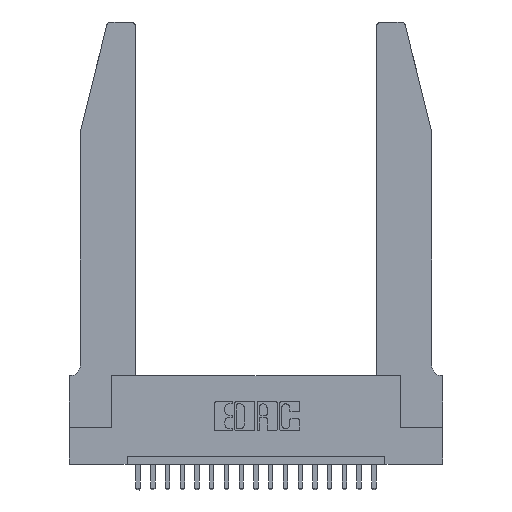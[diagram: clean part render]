
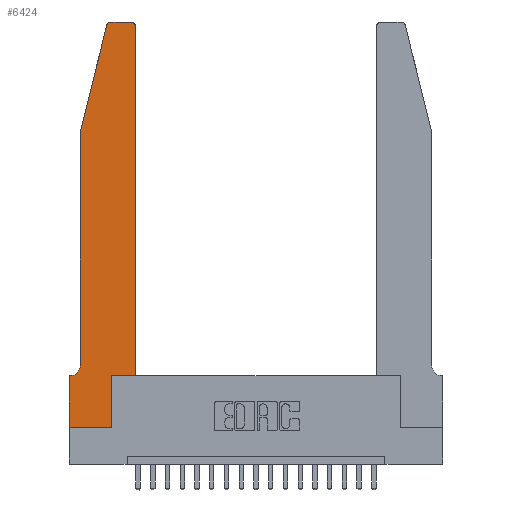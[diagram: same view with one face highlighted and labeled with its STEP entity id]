
A CAD part, top view. The second image highlights one B-rep face of the part: STEP entity #6424.
In plain terms, the highlighted planar face has unit normal (0, 0, 1).
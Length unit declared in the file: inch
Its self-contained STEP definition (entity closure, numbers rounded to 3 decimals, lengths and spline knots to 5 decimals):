
#295 = CARTESIAN_POINT ( 'NONE',  ( 0.0755, 0.42, 0.37 ) ) ;
#398 = CARTESIAN_POINT ( 'NONE',  ( 0.0755, 2., 0.37 ) ) ;
#430 = CIRCLE ( 'NONE', #6908, 0.07 ) ;
#435 = EDGE_CURVE ( 'NONE', #18764, #7755, #7622, .T. ) ;
#692 = VERTEX_POINT ( 'NONE', #18029 ) ;
#1236 = PLANE ( 'NONE',  #1614 ) ;
#1283 = DIRECTION ( 'NONE',  ( 1., 0., 0. ) ) ;
#1614 = AXIS2_PLACEMENT_3D ( 'NONE', #20295, #16910, #20255 ) ;
#1934 = ORIENTED_EDGE ( 'NONE', *, *, #12067, .T. ) ;
#2237 = EDGE_CURVE ( 'NONE', #3439, #11506, #12076, .T. ) ;
#2382 = DIRECTION ( 'NONE',  ( 0., 0., 1. ) ) ;
#2436 = VECTOR ( 'NONE', #15358, 39.37008 ) ;
#2480 = CARTESIAN_POINT ( 'NONE',  ( 0., 0., 0.37 ) ) ;
#2667 = LINE ( 'NONE', #3833, #5231 ) ;
#3439 = VERTEX_POINT ( 'NONE', #20438 ) ;
#3448 = DIRECTION ( 'NONE',  ( 1., 0., 0. ) ) ;
#3567 = VECTOR ( 'NONE', #18119, 39.37008 ) ;
#3603 = CARTESIAN_POINT ( 'NONE',  ( 0.2865, 0.35, 0.37 ) ) ;
#3833 = CARTESIAN_POINT ( 'NONE',  ( 0.0755, 2., 0.37 ) ) ;
#4021 = DIRECTION ( 'NONE',  ( 1., 0., 0. ) ) ;
#4029 = DIRECTION ( 'NONE',  ( -0.239, -0.971, 0. ) ) ;
#4049 = EDGE_LOOP ( 'NONE', ( #10310, #20601, #19069, #11697, #17014, #11415, #10580, #11528, #5707, #1934, #20113, #7175 ) ) ;
#4377 = CARTESIAN_POINT ( 'NONE',  ( 0., 0.35, 0.37 ) ) ;
#4416 = VERTEX_POINT ( 'NONE', #20371 ) ;
#4607 = VERTEX_POINT ( 'NONE', #398 ) ;
#4929 = VECTOR ( 'NONE', #14961, 39.37008 ) ;
#5231 = VECTOR ( 'NONE', #16695, 39.37008 ) ;
#5385 = EDGE_CURVE ( 'NONE', #7755, #4607, #9860, .T. ) ;
#5659 = VERTEX_POINT ( 'NONE', #295 ) ;
#5669 = CARTESIAN_POINT ( 'NONE',  ( 0.284, 2.72, 0.37 ) ) ;
#5707 = ORIENTED_EDGE ( 'NONE', *, *, #11686, .T. ) ;
#5853 = LINE ( 'NONE', #14480, #17219 ) ;
#5978 = DIRECTION ( 'NONE',  ( -1., 0., 0. ) ) ;
#6424 = ADVANCED_FACE ( 'NONE', ( #14622 ), #1236, .T. ) ;
#6828 = CARTESIAN_POINT ( 'NONE',  ( 0.0755, 0.35, 0.37 ) ) ;
#6863 = DIRECTION ( 'NONE',  ( 0., 1., 0. ) ) ;
#6908 = AXIS2_PLACEMENT_3D ( 'NONE', #10783, #12406, #5978 ) ;
#7175 = ORIENTED_EDGE ( 'NONE', *, *, #11656, .T. ) ;
#7622 = CIRCLE ( 'NONE', #11223, 0.03 ) ;
#7667 = CARTESIAN_POINT ( 'NONE',  ( 0.4505, 2.72, 0.37 ) ) ;
#7755 = VERTEX_POINT ( 'NONE', #20882 ) ;
#8038 = LINE ( 'NONE', #18108, #9047 ) ;
#8183 = VERTEX_POINT ( 'NONE', #9995 ) ;
#8301 = DIRECTION ( 'NONE',  ( 1., 0., 0. ) ) ;
#9047 = VECTOR ( 'NONE', #8301, 39.37008 ) ;
#9649 = LINE ( 'NONE', #16822, #14192 ) ;
#9860 = LINE ( 'NONE', #19626, #13927 ) ;
#9984 = DIRECTION ( 'NONE',  ( 0., 0., 1. ) ) ;
#9995 = CARTESIAN_POINT ( 'NONE',  ( 0.4205, 2.75, 0.37 ) ) ;
#10310 = ORIENTED_EDGE ( 'NONE', *, *, #11814, .T. ) ;
#10580 = ORIENTED_EDGE ( 'NONE', *, *, #20961, .T. ) ;
#10783 = CARTESIAN_POINT ( 'NONE',  ( 0.0055, 0.42, 0.37 ) ) ;
#11223 = AXIS2_PLACEMENT_3D ( 'NONE', #5669, #2382, #4021 ) ;
#11415 = ORIENTED_EDGE ( 'NONE', *, *, #16841, .T. ) ;
#11506 = VERTEX_POINT ( 'NONE', #7667 ) ;
#11528 = ORIENTED_EDGE ( 'NONE', *, *, #13888, .T. ) ;
#11656 = EDGE_CURVE ( 'NONE', #11506, #8183, #14452, .T. ) ;
#11686 = EDGE_CURVE ( 'NONE', #4416, #14703, #18462, .T. ) ;
#11697 = ORIENTED_EDGE ( 'NONE', *, *, #19188, .T. ) ;
#11814 = EDGE_CURVE ( 'NONE', #8183, #18764, #9649, .T. ) ;
#11922 = CARTESIAN_POINT ( 'NONE',  ( 0.284, 2.75, 0.37 ) ) ;
#12067 = EDGE_CURVE ( 'NONE', #14703, #3439, #5853, .T. ) ;
#12076 = LINE ( 'NONE', #16909, #2436 ) ;
#12406 = DIRECTION ( 'NONE',  ( 0., 0., -1. ) ) ;
#12676 = VECTOR ( 'NONE', #6863, 39.37008 ) ;
#13214 = EDGE_CURVE ( 'NONE', #5659, #692, #430, .T. ) ;
#13888 = EDGE_CURVE ( 'NONE', #19365, #4416, #8038, .T. ) ;
#13927 = VECTOR ( 'NONE', #4029, 39.37008 ) ;
#14192 = VECTOR ( 'NONE', #16889, 39.37008 ) ;
#14452 = CIRCLE ( 'NONE', #14616, 0.03 ) ;
#14480 = CARTESIAN_POINT ( 'NONE',  ( 0.4505, 0.35, 0.37 ) ) ;
#14616 = AXIS2_PLACEMENT_3D ( 'NONE', #19668, #9984, #3448 ) ;
#14622 = FACE_OUTER_BOUND ( 'NONE', #4049, .T. ) ;
#14703 = VERTEX_POINT ( 'NONE', #20245 ) ;
#14961 = DIRECTION ( 'NONE',  ( 0., -1., 0. ) ) ;
#15056 = LINE ( 'NONE', #19847, #4929 ) ;
#15358 = DIRECTION ( 'NONE',  ( 0., 1., 0. ) ) ;
#16446 = VERTEX_POINT ( 'NONE', #4377 ) ;
#16695 = DIRECTION ( 'NONE',  ( 0., -1., 0. ) ) ;
#16822 = CARTESIAN_POINT ( 'NONE',  ( 0.2605, 2.75, 0.37 ) ) ;
#16841 = EDGE_CURVE ( 'NONE', #692, #16446, #17744, .T. ) ;
#16889 = DIRECTION ( 'NONE',  ( -1., 0., 0. ) ) ;
#16909 = CARTESIAN_POINT ( 'NONE',  ( 0.4505, 0.35, 0.37 ) ) ;
#16910 = DIRECTION ( 'NONE',  ( 0., 0., 1. ) ) ;
#17014 = ORIENTED_EDGE ( 'NONE', *, *, #13214, .T. ) ;
#17219 = VECTOR ( 'NONE', #1283, 39.37008 ) ;
#17744 = LINE ( 'NONE', #6828, #3567 ) ;
#18029 = CARTESIAN_POINT ( 'NONE',  ( 0.0055, 0.35, 0.37 ) ) ;
#18108 = CARTESIAN_POINT ( 'NONE',  ( 0., 0., 0.37 ) ) ;
#18119 = DIRECTION ( 'NONE',  ( -1., 0., 0. ) ) ;
#18462 = LINE ( 'NONE', #3603, #12676 ) ;
#18764 = VERTEX_POINT ( 'NONE', #11922 ) ;
#19069 = ORIENTED_EDGE ( 'NONE', *, *, #5385, .T. ) ;
#19188 = EDGE_CURVE ( 'NONE', #4607, #5659, #2667, .T. ) ;
#19365 = VERTEX_POINT ( 'NONE', #2480 ) ;
#19626 = CARTESIAN_POINT ( 'NONE',  ( 0.0755, 2., 0.37 ) ) ;
#19668 = CARTESIAN_POINT ( 'NONE',  ( 0.4205, 2.72, 0.37 ) ) ;
#19847 = CARTESIAN_POINT ( 'NONE',  ( 0., 0., 0.37 ) ) ;
#20113 = ORIENTED_EDGE ( 'NONE', *, *, #2237, .T. ) ;
#20245 = CARTESIAN_POINT ( 'NONE',  ( 0.2865, 0.35, 0.37 ) ) ;
#20255 = DIRECTION ( 'NONE',  ( 1., 0., 0. ) ) ;
#20295 = CARTESIAN_POINT ( 'NONE',  ( 0., 0.35, 0.37 ) ) ;
#20371 = CARTESIAN_POINT ( 'NONE',  ( 0.2865, 0., 0.37 ) ) ;
#20438 = CARTESIAN_POINT ( 'NONE',  ( 0.4505, 0.35, 0.37 ) ) ;
#20601 = ORIENTED_EDGE ( 'NONE', *, *, #435, .T. ) ;
#20882 = CARTESIAN_POINT ( 'NONE',  ( 0.25487, 2.72718, 0.37 ) ) ;
#20961 = EDGE_CURVE ( 'NONE', #16446, #19365, #15056, .T. ) ;
